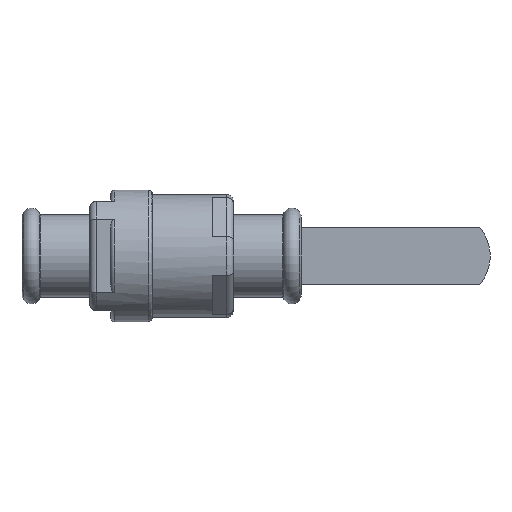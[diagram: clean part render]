
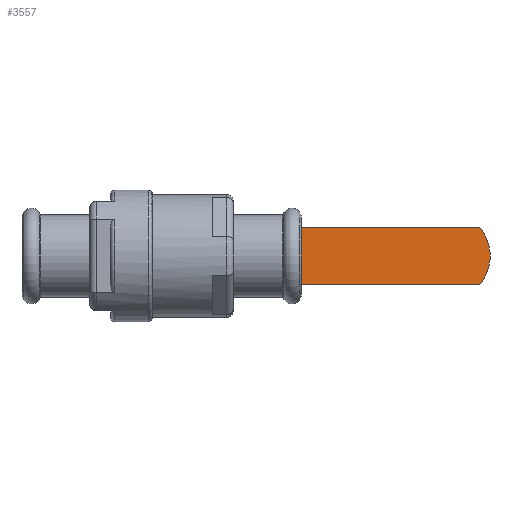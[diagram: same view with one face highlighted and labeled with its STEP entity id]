
A CAD part, front view. The second image highlights one B-rep face of the part: STEP entity #3557.
In plain terms, the highlighted planar face has unit normal (0, -1, 0).
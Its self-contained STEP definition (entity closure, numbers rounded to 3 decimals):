
#374=LINE('',#6469,#657);
#391=LINE('',#6508,#674);
#392=LINE('',#6512,#675);
#657=VECTOR('',#4677,1000.);
#674=VECTOR('',#4710,1000.);
#675=VECTOR('',#4715,1000.);
#809=PLANE('',#3897);
#1468=ORIENTED_EDGE('',*,*,#2239,.T.);
#1469=ORIENTED_EDGE('',*,*,#2188,.F.);
#1470=ORIENTED_EDGE('',*,*,#2261,.F.);
#1471=ORIENTED_EDGE('',*,*,#2259,.F.);
#2188=EDGE_CURVE('',#2628,#2629,#2848,.T.);
#2239=EDGE_CURVE('',#2669,#2629,#374,.T.);
#2259=EDGE_CURVE('',#2669,#2683,#391,.T.);
#2261=EDGE_CURVE('',#2683,#2628,#392,.T.);
#2628=VERTEX_POINT('',#6365);
#2629=VERTEX_POINT('',#6367);
#2669=VERTEX_POINT('',#6470);
#2683=VERTEX_POINT('',#6509);
#2848=CIRCLE('',#3865,17.);
#3050=EDGE_LOOP('',(#1468,#1469,#1470,#1471));
#3306=FACE_BOUND('',#3050,.T.);
#3557=ADVANCED_FACE('',(#3306),#809,.T.);
#3865=AXIS2_PLACEMENT_3D('',#6366,#4591,#4592);
#3897=AXIS2_PLACEMENT_3D('',#6511,#4713,#4714);
#4591=DIRECTION('',(0.,1.,0.));
#4592=DIRECTION('',(1.,0.,0.));
#4677=DIRECTION('',(1.,0.,0.));
#4710=DIRECTION('',(0.,0.,1.));
#4713=DIRECTION('',(0.,-1.,0.));
#4714=DIRECTION('',(1.,0.,0.));
#4715=DIRECTION('',(1.,0.,0.));
#6365=CARTESIAN_POINT('',(115.961,110.5,11.));
#6366=CARTESIAN_POINT('',(103.,110.5,0.));
#6367=CARTESIAN_POINT('',(115.961,110.5,-11.));
#6469=CARTESIAN_POINT('',(39.201,110.5,-11.));
#6470=CARTESIAN_POINT('',(39.201,110.5,-11.));
#6508=CARTESIAN_POINT('',(39.201,110.5,-11.));
#6509=CARTESIAN_POINT('',(39.201,110.5,11.));
#6511=CARTESIAN_POINT('',(39.201,110.5,-11.));
#6512=CARTESIAN_POINT('',(39.201,110.5,11.));
